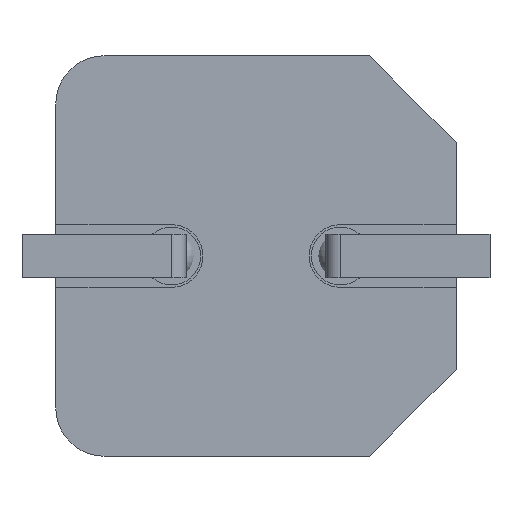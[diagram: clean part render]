
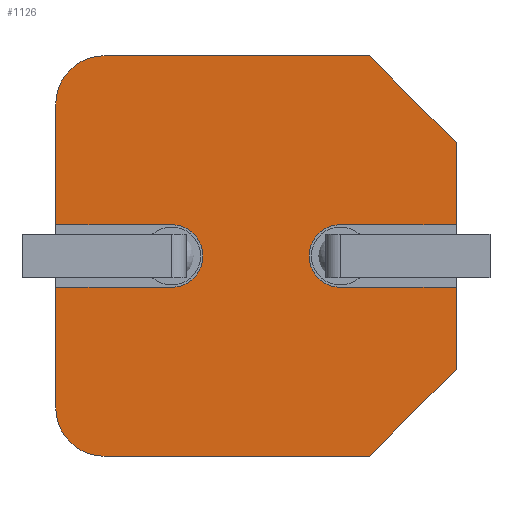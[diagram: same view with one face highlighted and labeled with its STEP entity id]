
A CAD part, front view. The second image highlights one B-rep face of the part: STEP entity #1126.
In plain terms, the highlighted planar face has unit normal (0, -1, 0).
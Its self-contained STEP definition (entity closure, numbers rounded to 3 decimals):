
#56=PLANE('',#1314);
#100=LINE('',#1834,#209);
#108=LINE('',#1850,#217);
#112=LINE('',#1859,#221);
#113=LINE('',#1863,#222);
#114=LINE('',#1864,#223);
#115=LINE('',#1866,#224);
#116=LINE('',#1869,#225);
#117=LINE('',#1871,#226);
#118=LINE('',#1873,#227);
#119=LINE('',#1877,#228);
#120=LINE('',#1879,#229);
#121=LINE('',#1882,#230);
#209=VECTOR('',#1486,1000.);
#217=VECTOR('',#1494,1000.);
#221=VECTOR('',#1500,1000.);
#222=VECTOR('',#1503,1000.);
#223=VECTOR('',#1504,1000.);
#224=VECTOR('',#1505,1000.);
#225=VECTOR('',#1508,1000.);
#226=VECTOR('',#1509,1000.);
#227=VECTOR('',#1510,1000.);
#228=VECTOR('',#1513,1000.);
#229=VECTOR('',#1514,1000.);
#230=VECTOR('',#1517,1000.);
#337=FACE_OUTER_BOUND('',#398,.T.);
#398=EDGE_LOOP('',(#844,#845,#846,#847,#848,#849,#850,#851,#852,#853,#854,
#855,#856,#857,#858,#859));
#472=CIRCLE('',#1315,1.);
#473=CIRCLE('',#1316,0.65);
#474=CIRCLE('',#1317,1.);
#475=CIRCLE('',#1318,0.65);
#527=VERTEX_POINT('',#1832);
#528=VERTEX_POINT('',#1833);
#535=VERTEX_POINT('',#1847);
#536=VERTEX_POINT('',#1849);
#539=VERTEX_POINT('',#1857);
#540=VERTEX_POINT('',#1858);
#541=VERTEX_POINT('',#1860);
#542=VERTEX_POINT('',#1862);
#543=VERTEX_POINT('',#1865);
#544=VERTEX_POINT('',#1867);
#545=VERTEX_POINT('',#1870);
#546=VERTEX_POINT('',#1872);
#547=VERTEX_POINT('',#1874);
#548=VERTEX_POINT('',#1876);
#549=VERTEX_POINT('',#1878);
#550=VERTEX_POINT('',#1880);
#646=EDGE_CURVE('',#527,#528,#100,.T.);
#654=EDGE_CURVE('',#535,#536,#108,.T.);
#658=EDGE_CURVE('',#539,#540,#112,.T.);
#659=EDGE_CURVE('',#539,#541,#472,.T.);
#660=EDGE_CURVE('',#542,#541,#113,.T.);
#661=EDGE_CURVE('',#542,#528,#114,.T.);
#662=EDGE_CURVE('',#527,#543,#115,.T.);
#663=EDGE_CURVE('',#543,#544,#473,.T.);
#664=EDGE_CURVE('',#544,#536,#116,.T.);
#665=EDGE_CURVE('',#535,#545,#117,.T.);
#666=EDGE_CURVE('',#546,#545,#118,.T.);
#667=EDGE_CURVE('',#546,#547,#474,.T.);
#668=EDGE_CURVE('',#548,#547,#119,.T.);
#669=EDGE_CURVE('',#549,#548,#120,.T.);
#670=EDGE_CURVE('',#550,#549,#475,.T.);
#671=EDGE_CURVE('',#540,#550,#121,.T.);
#844=ORIENTED_EDGE('',*,*,#658,.F.);
#845=ORIENTED_EDGE('',*,*,#659,.T.);
#846=ORIENTED_EDGE('',*,*,#660,.F.);
#847=ORIENTED_EDGE('',*,*,#661,.T.);
#848=ORIENTED_EDGE('',*,*,#646,.F.);
#849=ORIENTED_EDGE('',*,*,#662,.T.);
#850=ORIENTED_EDGE('',*,*,#663,.T.);
#851=ORIENTED_EDGE('',*,*,#664,.T.);
#852=ORIENTED_EDGE('',*,*,#654,.F.);
#853=ORIENTED_EDGE('',*,*,#665,.T.);
#854=ORIENTED_EDGE('',*,*,#666,.F.);
#855=ORIENTED_EDGE('',*,*,#667,.T.);
#856=ORIENTED_EDGE('',*,*,#668,.F.);
#857=ORIENTED_EDGE('',*,*,#669,.F.);
#858=ORIENTED_EDGE('',*,*,#670,.F.);
#859=ORIENTED_EDGE('',*,*,#671,.F.);
#1126=ADVANCED_FACE('',(#337),#56,.T.);
#1314=AXIS2_PLACEMENT_3D('',#1856,#1498,#1499);
#1315=AXIS2_PLACEMENT_3D('',#1861,#1501,#1502);
#1316=AXIS2_PLACEMENT_3D('',#1868,#1506,#1507);
#1317=AXIS2_PLACEMENT_3D('',#1875,#1511,#1512);
#1318=AXIS2_PLACEMENT_3D('',#1881,#1515,#1516);
#1486=DIRECTION('',(0.,0.,-1.));
#1494=DIRECTION('',(0.,0.,-1.));
#1498=DIRECTION('center_axis',(0.,-1.,0.));
#1499=DIRECTION('ref_axis',(0.,0.,-1.));
#1500=DIRECTION('',(0.,0.,1.));
#1501=DIRECTION('center_axis',(0.,-1.,0.));
#1502=DIRECTION('ref_axis',(0.,0.,-1.));
#1503=DIRECTION('',(-1.,0.,0.));
#1504=DIRECTION('',(0.707,0.,0.707));
#1505=DIRECTION('',(-1.,0.,0.));
#1506=DIRECTION('center_axis',(0.,1.,0.));
#1507=DIRECTION('ref_axis',(0.,0.,-1.));
#1508=DIRECTION('',(1.,0.,0.));
#1509=DIRECTION('',(-0.707,0.,0.707));
#1510=DIRECTION('',(1.,0.,0.));
#1511=DIRECTION('center_axis',(0.,-1.,0.));
#1512=DIRECTION('ref_axis',(0.,0.,-1.));
#1513=DIRECTION('',(0.,0.,1.));
#1514=DIRECTION('',(-1.,0.,0.));
#1515=DIRECTION('center_axis',(0.,-1.,0.));
#1516=DIRECTION('ref_axis',(0.,0.,-1.));
#1517=DIRECTION('',(1.,0.,0.));
#1832=CARTESIAN_POINT('',(4.15,0.,-0.65));
#1833=CARTESIAN_POINT('',(4.15,0.,-2.35));
#1834=CARTESIAN_POINT('',(4.15,0.,4.15));
#1847=CARTESIAN_POINT('',(4.15,0.,2.35));
#1849=CARTESIAN_POINT('',(4.15,0.,0.65));
#1850=CARTESIAN_POINT('',(4.15,0.,4.15));
#1856=CARTESIAN_POINT('Origin',(0.,0.,0.));
#1857=CARTESIAN_POINT('',(-4.15,0.,-3.15));
#1858=CARTESIAN_POINT('',(-4.15,0.,-0.65));
#1859=CARTESIAN_POINT('',(-4.15,0.,4.15));
#1860=CARTESIAN_POINT('',(-3.15,0.,-4.15));
#1861=CARTESIAN_POINT('Origin',(-3.15,0.,-3.15));
#1862=CARTESIAN_POINT('',(2.35,0.,-4.15));
#1863=CARTESIAN_POINT('',(-4.15,0.,-4.15));
#1864=CARTESIAN_POINT('',(3.25,0.,-3.25));
#1865=CARTESIAN_POINT('',(1.75,0.,-0.65));
#1866=CARTESIAN_POINT('',(4.15,0.,-0.65));
#1867=CARTESIAN_POINT('',(1.75,0.,0.65));
#1868=CARTESIAN_POINT('Origin',(1.75,0.,0.));
#1869=CARTESIAN_POINT('',(4.15,0.,0.65));
#1870=CARTESIAN_POINT('',(2.35,0.,4.15));
#1871=CARTESIAN_POINT('',(3.25,0.,3.25));
#1872=CARTESIAN_POINT('',(-3.15,0.,4.15));
#1873=CARTESIAN_POINT('',(-4.15,0.,4.15));
#1874=CARTESIAN_POINT('',(-4.15,0.,3.15));
#1875=CARTESIAN_POINT('Origin',(-3.15,0.,3.15));
#1876=CARTESIAN_POINT('',(-4.15,0.,0.65));
#1877=CARTESIAN_POINT('',(-4.15,0.,4.15));
#1878=CARTESIAN_POINT('',(-1.75,0.,0.65));
#1879=CARTESIAN_POINT('',(-4.15,0.,0.65));
#1880=CARTESIAN_POINT('',(-1.75,0.,-0.65));
#1881=CARTESIAN_POINT('Origin',(-1.75,0.,0.));
#1882=CARTESIAN_POINT('',(-4.15,0.,-0.65));
